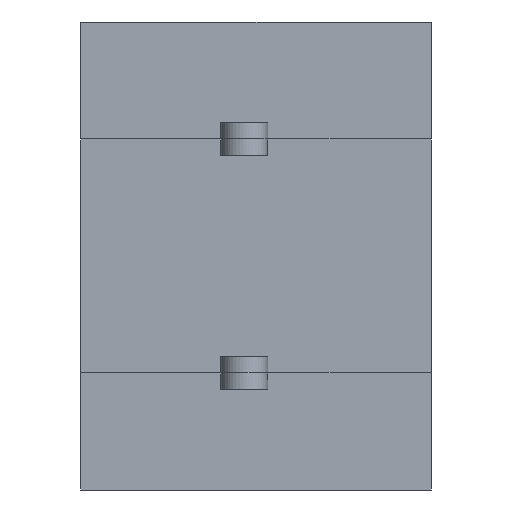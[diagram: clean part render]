
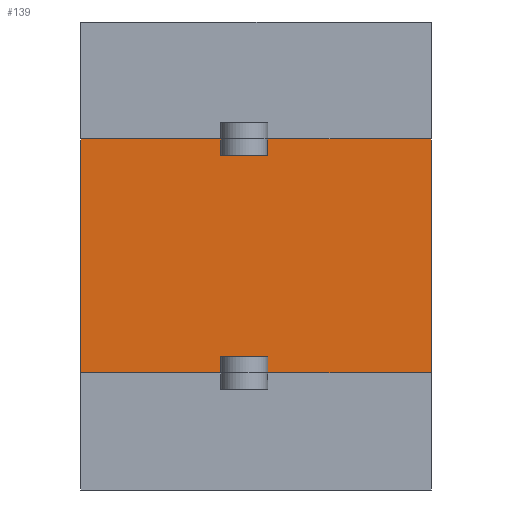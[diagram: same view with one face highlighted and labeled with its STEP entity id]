
A CAD part, front view. The second image highlights one B-rep face of the part: STEP entity #139.
In plain terms, the highlighted planar face has unit normal (0, -1, 0).
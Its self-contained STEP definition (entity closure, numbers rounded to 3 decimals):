
#139=ADVANCED_FACE('',(#375),#4268,.T.);
#375=FACE_OUTER_BOUND('',#613,.T.);
#613=EDGE_LOOP('',(#1308,#1309,#1310,#1311,#1312,#1313,#1314,#1315,#1316,
#1317,#1318,#1319));
#1308=ORIENTED_EDGE('',*,*,#2504,.F.);
#1309=ORIENTED_EDGE('',*,*,#2513,.F.);
#1310=ORIENTED_EDGE('',*,*,#2515,.T.);
#1311=ORIENTED_EDGE('',*,*,#2516,.T.);
#1312=ORIENTED_EDGE('',*,*,#2517,.T.);
#1313=ORIENTED_EDGE('',*,*,#2498,.F.);
#1314=ORIENTED_EDGE('',*,*,#2495,.F.);
#1315=ORIENTED_EDGE('',*,*,#2502,.F.);
#1316=ORIENTED_EDGE('',*,*,#2518,.T.);
#1317=ORIENTED_EDGE('',*,*,#2492,.T.);
#1318=ORIENTED_EDGE('',*,*,#2519,.T.);
#1319=ORIENTED_EDGE('',*,*,#2509,.F.);
#2492=EDGE_CURVE('',#3862,#3863,#3301,.T.);
#2495=EDGE_CURVE('',#3867,#3864,#3304,.T.);
#2498=EDGE_CURVE('',#3864,#3868,#3307,.T.);
#2502=EDGE_CURVE('',#3871,#3867,#3309,.T.);
#2504=EDGE_CURVE('',#3872,#3873,#3311,.T.);
#2509=EDGE_CURVE('',#3873,#3876,#3316,.T.);
#2513=EDGE_CURVE('',#3879,#3872,#3318,.T.);
#2515=EDGE_CURVE('',#3879,#3880,#3320,.T.);
#2516=EDGE_CURVE('',#3880,#3881,#3321,.T.);
#2517=EDGE_CURVE('',#3881,#3868,#3322,.T.);
#2518=EDGE_CURVE('',#3871,#3862,#3323,.T.);
#2519=EDGE_CURVE('',#3863,#3876,#3324,.T.);
#3301=B_SPLINE_CURVE_WITH_KNOTS('',1,(#6715,#6716),.UNSPECIFIED.,.F.,.F.,
(2,2),(-5.,0.),.UNSPECIFIED.);
#3304=B_SPLINE_CURVE_WITH_KNOTS('',1,(#6721,#6722),.UNSPECIFIED.,.F.,.F.,
(2,2),(0.,1.),.UNSPECIFIED.);
#3307=B_SPLINE_CURVE_WITH_KNOTS('',1,(#6727,#6728),.UNSPECIFIED.,.F.,.F.,
(2,2),(0.,0.35),.UNSPECIFIED.);
#3309=B_SPLINE_CURVE_WITH_KNOTS('',1,(#6741,#6742),.UNSPECIFIED.,.F.,.F.,
(2,2),(0.,0.35),.UNSPECIFIED.);
#3311=B_SPLINE_CURVE_WITH_KNOTS('',1,(#6745,#6746),.UNSPECIFIED.,.F.,.F.,
(2,2),(0.,1.),.UNSPECIFIED.);
#3316=B_SPLINE_CURVE_WITH_KNOTS('',1,(#6755,#6756),.UNSPECIFIED.,.F.,.F.,
(2,2),(0.,0.35),.UNSPECIFIED.);
#3318=B_SPLINE_CURVE_WITH_KNOTS('',1,(#6769,#6770),.UNSPECIFIED.,.F.,.F.,
(2,2),(0.,0.35),.UNSPECIFIED.);
#3320=B_SPLINE_CURVE_WITH_KNOTS('',1,(#6773,#6774),.UNSPECIFIED.,.F.,.F.,
(2,2),(0.,3.5),.UNSPECIFIED.);
#3321=B_SPLINE_CURVE_WITH_KNOTS('',1,(#6775,#6776),.UNSPECIFIED.,.F.,.F.,
(2,2),(-5.,0.),.UNSPECIFIED.);
#3322=B_SPLINE_CURVE_WITH_KNOTS('',1,(#6777,#6778),.UNSPECIFIED.,.F.,.F.,
(2,2),(0.,3.5),.UNSPECIFIED.);
#3323=B_SPLINE_CURVE_WITH_KNOTS('',1,(#6779,#6780),.UNSPECIFIED.,.F.,.F.,
(2,2),(0.,3.),.UNSPECIFIED.);
#3324=B_SPLINE_CURVE_WITH_KNOTS('',1,(#6781,#6782),.UNSPECIFIED.,.F.,.F.,
(2,2),(0.,3.),.UNSPECIFIED.);
#3862=VERTEX_POINT('',#6372);
#3863=VERTEX_POINT('',#6373);
#3864=VERTEX_POINT('',#6374);
#3867=VERTEX_POINT('',#6377);
#3868=VERTEX_POINT('',#6378);
#3871=VERTEX_POINT('',#6381);
#3872=VERTEX_POINT('',#6382);
#3873=VERTEX_POINT('',#6383);
#3876=VERTEX_POINT('',#6386);
#3879=VERTEX_POINT('',#6389);
#3880=VERTEX_POINT('',#6390);
#3881=VERTEX_POINT('',#6391);
#4268=PLANE('',#4534);
#4534=AXIS2_PLACEMENT_3D('',#5881,#4731,$);
#4731=DIRECTION('',(0.,-1.,0.));
#5881=CARTESIAN_POINT('',(0.762,0.,0.512));
#6372=CARTESIAN_POINT('',(-7.5,0.,0.));
#6373=CARTESIAN_POINT('',(-7.5,0.,-5.));
#6374=CARTESIAN_POINT('',(-3.5,0.,-0.35));
#6377=CARTESIAN_POINT('',(-4.5,0.,-0.35));
#6378=CARTESIAN_POINT('',(-3.5,0.,0.));
#6381=CARTESIAN_POINT('',(-4.5,0.,0.));
#6382=CARTESIAN_POINT('',(-3.5,0.,-4.65));
#6383=CARTESIAN_POINT('',(-4.5,0.,-4.65));
#6386=CARTESIAN_POINT('',(-4.5,0.,-5.));
#6389=CARTESIAN_POINT('',(-3.5,0.,-5.));
#6390=CARTESIAN_POINT('',(0.,0.,-5.));
#6391=CARTESIAN_POINT('',(0.,0.,0.));
#6715=CARTESIAN_POINT('',(-7.5,0.,0.));
#6716=CARTESIAN_POINT('',(-7.5,0.,-5.));
#6721=CARTESIAN_POINT('',(-4.5,0.,-0.35));
#6722=CARTESIAN_POINT('',(-3.5,0.,-0.35));
#6727=CARTESIAN_POINT('',(-3.5,0.,-0.35));
#6728=CARTESIAN_POINT('',(-3.5,0.,0.));
#6741=CARTESIAN_POINT('',(-4.5,0.,0.));
#6742=CARTESIAN_POINT('',(-4.5,0.,-0.35));
#6745=CARTESIAN_POINT('',(-3.5,0.,-4.65));
#6746=CARTESIAN_POINT('',(-4.5,0.,-4.65));
#6755=CARTESIAN_POINT('',(-4.5,0.,-4.65));
#6756=CARTESIAN_POINT('',(-4.5,0.,-5.));
#6769=CARTESIAN_POINT('',(-3.5,0.,-5.));
#6770=CARTESIAN_POINT('',(-3.5,0.,-4.65));
#6773=CARTESIAN_POINT('',(-3.5,0.,-5.));
#6774=CARTESIAN_POINT('',(0.,0.,-5.));
#6775=CARTESIAN_POINT('',(0.,0.,-5.));
#6776=CARTESIAN_POINT('',(0.,0.,0.));
#6777=CARTESIAN_POINT('',(0.,0.,0.));
#6778=CARTESIAN_POINT('',(-3.5,0.,0.));
#6779=CARTESIAN_POINT('',(-4.5,0.,0.));
#6780=CARTESIAN_POINT('',(-7.5,0.,0.));
#6781=CARTESIAN_POINT('',(-7.5,0.,-5.));
#6782=CARTESIAN_POINT('',(-4.5,0.,-5.));
